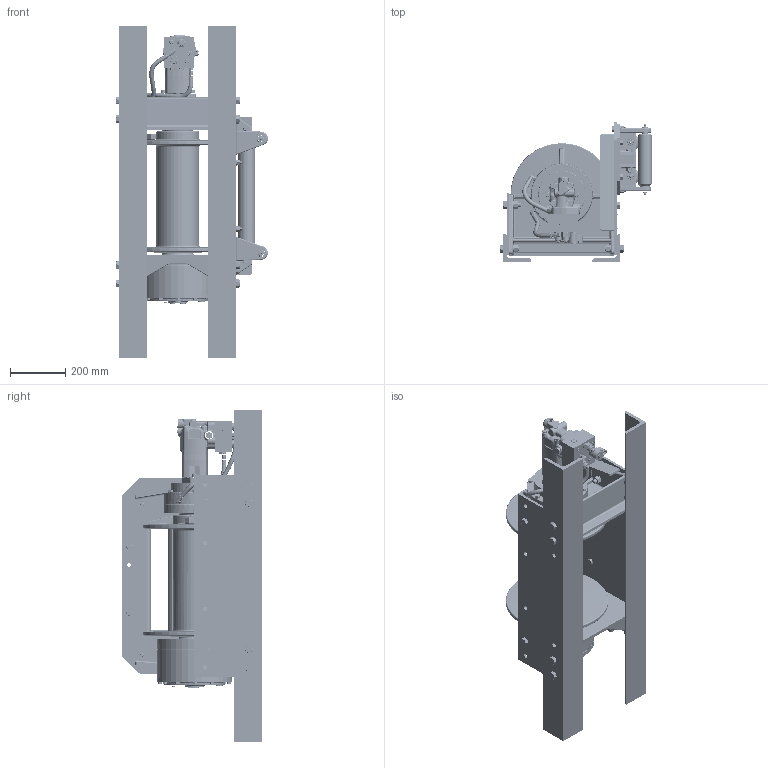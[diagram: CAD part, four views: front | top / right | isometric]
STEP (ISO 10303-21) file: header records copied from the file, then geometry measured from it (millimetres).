
FILE_DESCRIPTION((''),'2;1');
FILE_NAME('TWG-TEMP','2020-10-18T23:05:15',('Administrator'),(''),'CREO PARAMETRIC BY PTC INC, 2019292','CREO PARAMETRIC BY PTC INC, 2019292','');
FILE_SCHEMA(('AUTOMOTIVE_DESIGN { 1 0 10303 214 1 1 1 1 }'));
Products named in the file (1): TWG-TEMP
Bounding box: 551.18 x 508 x 1206.5 mm (x, y, z)
Surface area: 4489495.8 mm2 (no closed solid volume)
Topology: 0 solids, 340 shells, 3912 faces, 13029 edges, 9153 vertices
Faces by surface type: plane 1276, cylinder 1029, torus 618, cone 512, bspline 373, sphere 103, revolution 1
Entity records: 207232 total; most frequent: CARTESIAN_POINT 75906, ORIENTED_EDGE 20773, DIRECTION 19197, EDGE_CURVE 12885, VERTEX_POINT 9153, AXIS2_PLACEMENT_3D 6989, VECTOR 5215, LINE 5215
